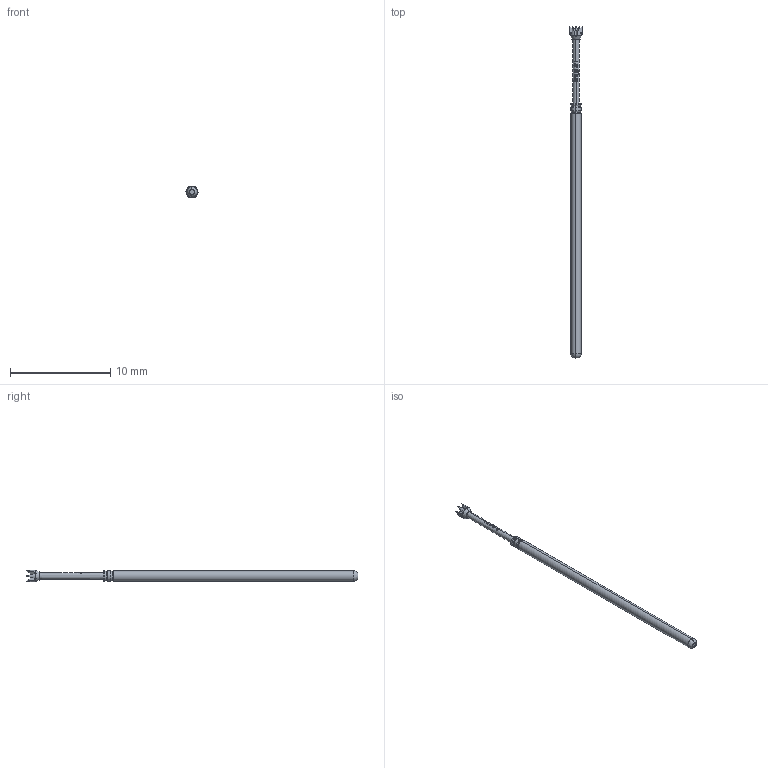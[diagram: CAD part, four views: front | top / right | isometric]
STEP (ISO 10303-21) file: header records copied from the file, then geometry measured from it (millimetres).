
FILE_DESCRIPTION (( 'STEP AP203' ), '1' );
FILE_NAME ('INGUN_GKS-075_225_120_A_xx00.STEP', '2021-09-22T05:31:30', ( 'ochi' ), ( '' ), 'SwSTEP 2.0', 'SolidWorks 2018', '' );
FILE_SCHEMA (( 'CONFIG_CONTROL_DESIGN' ));
Length unit declared in the file: millimetre
Products named in the file (1): INGUN_GKS-075_225_120_A_xx00
Bounding box: 1.2 x 33.1 x 1.19 mm (x, y, z)
Volume: 23.4 mm3; surface area: 101.4 mm2
Topology: 1 solids, 1 shells, 124 faces, 334 edges, 213 vertices
Faces by surface type: bspline 52, cylinder 23, cone 22, plane 15, torus 12
Entity records: 5205 total; most frequent: CARTESIAN_POINT 2642, ORIENTED_EDGE 664, EDGE_CURVE 332, DIRECTION 288, B_SPLINE_CURVE_WITH_KNOTS 230, VERTEX_POINT 213, EDGE_LOOP 127, AXIS2_PLACEMENT_3D 125
